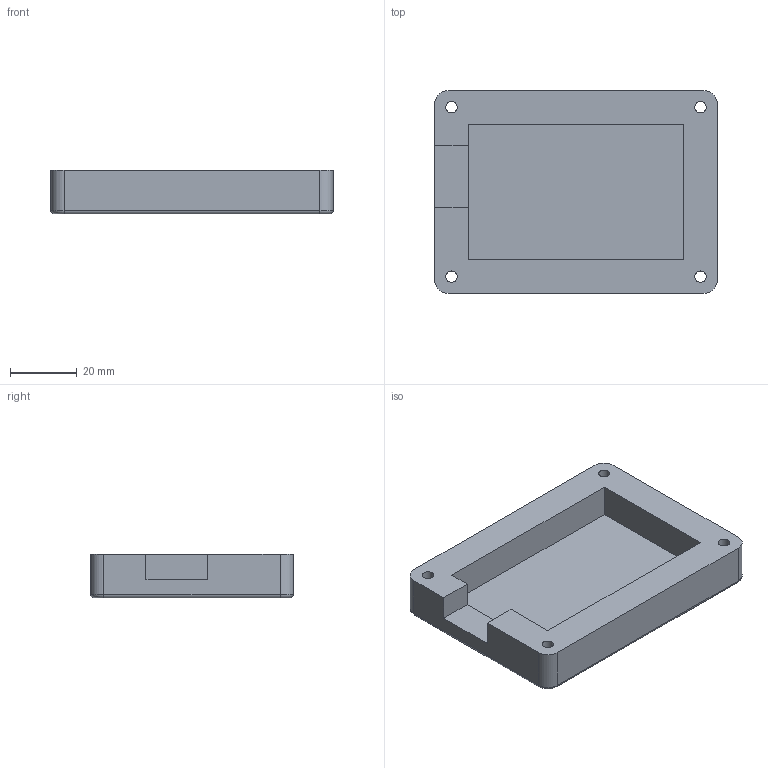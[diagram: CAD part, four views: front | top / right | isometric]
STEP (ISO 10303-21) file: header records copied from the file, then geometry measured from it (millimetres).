
FILE_DESCRIPTION(/* description */ (''),/* implementation_level */ '2;1');
FILE_NAME(/* name */ 'hackpad bottom.step',/* time_stamp */ '2025-12-03T20:50:08+01:00',/* author */ (''),/* organization */ (''),/* preprocessor_version */ 'ST-DEVELOPER v20.1',/* originating_system */ 'Autodesk Translation Framework v14.21.0.0',/* authorisation */ '');
FILE_SCHEMA (('AUTOMOTIVE_DESIGN { 1 0 10303 214 3 1 1 }'));
Length unit declared in the file: millimetre
Products named in the file (2): hackpad bottom; Hackpad
Assembly tree (1 placements, depth 2):
  hackpad bottom
    Hackpad
Bounding box: 84.4 x 60.6 x 13 mm (x, y, z)
Volume: 38007.3 mm3; surface area: 16317.2 mm2
Topology: 1 solids, 1 shells, 38 faces, 88 edges, 56 vertices
Faces by surface type: plane 18, cylinder 16, torus 4
Full cylindrical faces by diameter (mm): 3.4 x4, 6 x4
Entity records: 1153 total; most frequent: DIRECTION 206, CARTESIAN_POINT 185, ORIENTED_EDGE 176, EDGE_CURVE 88, AXIS2_PLACEMENT_3D 77, VERTEX_POINT 56, LINE 52, VECTOR 52
